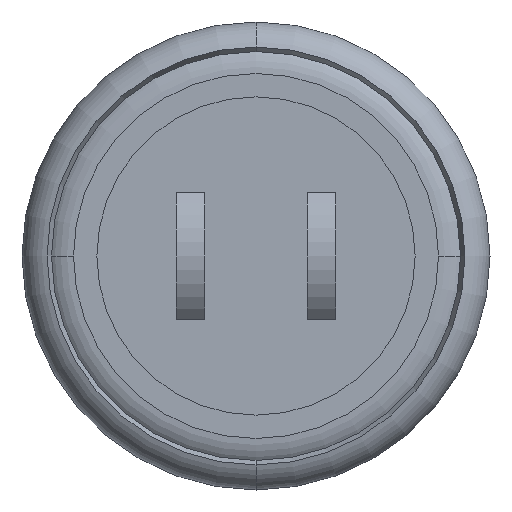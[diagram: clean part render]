
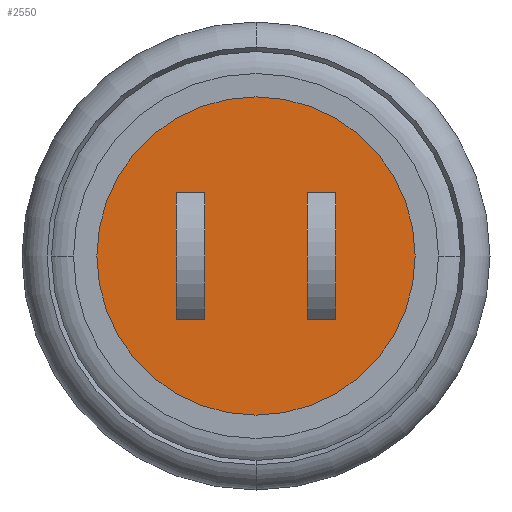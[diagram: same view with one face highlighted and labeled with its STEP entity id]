
A CAD part, front view. The second image highlights one B-rep face of the part: STEP entity #2550.
In plain terms, the highlighted planar face has unit normal (0, -1, 0).
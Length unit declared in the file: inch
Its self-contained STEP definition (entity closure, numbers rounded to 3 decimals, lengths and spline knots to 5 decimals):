
#2153=CARTESIAN_POINT('',(0.,-0.12,0.));
#2154=DIRECTION('',(0.,-1.,0.));
#2155=DIRECTION('',(-1.,0.,0.));
#2156=AXIS2_PLACEMENT_3D('',#2153,#2154,#2155);
#2158=CARTESIAN_POINT('',(0.,-0.12,0.));
#2159=DIRECTION('',(0.,-1.,0.));
#2160=DIRECTION('',(1.,0.,0.));
#2161=AXIS2_PLACEMENT_3D('',#2158,#2159,#2160);
#2163=DIRECTION('',(0.,0.,-1.));
#2164=VECTOR('',#2163,0.068);
#2165=CARTESIAN_POINT('',(0.0275,-0.12,0.034));
#2166=LINE('',#2165,#2164);
#2167=DIRECTION('',(1.,0.,0.));
#2168=VECTOR('',#2167,0.015);
#2169=CARTESIAN_POINT('',(0.0275,-0.12,-0.034));
#2170=LINE('',#2169,#2168);
#2171=DIRECTION('',(0.,0.,1.));
#2172=VECTOR('',#2171,0.068);
#2173=CARTESIAN_POINT('',(0.0425,-0.12,-0.034));
#2174=LINE('',#2173,#2172);
#2175=DIRECTION('',(-1.,0.,0.));
#2176=VECTOR('',#2175,0.015);
#2177=CARTESIAN_POINT('',(0.0425,-0.12,0.034));
#2178=LINE('',#2177,#2176);
#2179=DIRECTION('',(-1.,0.,0.));
#2180=VECTOR('',#2179,0.015);
#2181=CARTESIAN_POINT('',(-0.0275,-0.12,0.034));
#2182=LINE('',#2181,#2180);
#2183=DIRECTION('',(0.,0.,-1.));
#2184=VECTOR('',#2183,0.068);
#2185=CARTESIAN_POINT('',(-0.0425,-0.12,0.034));
#2186=LINE('',#2185,#2184);
#2187=DIRECTION('',(1.,0.,0.));
#2188=VECTOR('',#2187,0.015);
#2189=CARTESIAN_POINT('',(-0.0425,-0.12,-0.034));
#2190=LINE('',#2189,#2188);
#2191=DIRECTION('',(0.,0.,1.));
#2192=VECTOR('',#2191,0.068);
#2193=CARTESIAN_POINT('',(-0.0275,-0.12,-0.034));
#2194=LINE('',#2193,#2192);
#2375=CARTESIAN_POINT('',(-0.085,-0.12,0.));
#2376=CARTESIAN_POINT('',(0.085,-0.12,0.));
#2377=VERTEX_POINT('',#2375);
#2378=VERTEX_POINT('',#2376);
#2383=CARTESIAN_POINT('',(0.0275,-0.12,0.034));
#2384=CARTESIAN_POINT('',(0.0275,-0.12,-0.034));
#2385=VERTEX_POINT('',#2383);
#2386=VERTEX_POINT('',#2384);
#2387=CARTESIAN_POINT('',(0.0425,-0.12,-0.034));
#2388=VERTEX_POINT('',#2387);
#2389=CARTESIAN_POINT('',(0.0425,-0.12,0.034));
#2390=VERTEX_POINT('',#2389);
#2391=CARTESIAN_POINT('',(-0.0275,-0.12,0.034));
#2392=CARTESIAN_POINT('',(-0.0425,-0.12,0.034));
#2393=VERTEX_POINT('',#2391);
#2394=VERTEX_POINT('',#2392);
#2395=CARTESIAN_POINT('',(-0.0425,-0.12,-0.034));
#2396=VERTEX_POINT('',#2395);
#2397=CARTESIAN_POINT('',(-0.0275,-0.12,-0.034));
#2398=VERTEX_POINT('',#2397);
#2521=CARTESIAN_POINT('',(0.,-0.12,0.));
#2522=DIRECTION('',(0.,-1.,0.));
#2523=DIRECTION('',(-1.,0.,0.));
#2524=AXIS2_PLACEMENT_3D('',#2521,#2522,#2523);
#2525=PLANE('',#2524);
#2526=ORIENTED_EDGE('',*,*,#2501,.F.);
#2527=ORIENTED_EDGE('',*,*,#2515,.F.);
#2528=EDGE_LOOP('',(#2526,#2527));
#2529=FACE_OUTER_BOUND('',#2528,.F.);
#2531=ORIENTED_EDGE('',*,*,#2530,.T.);
#2533=ORIENTED_EDGE('',*,*,#2532,.T.);
#2535=ORIENTED_EDGE('',*,*,#2534,.T.);
#2537=ORIENTED_EDGE('',*,*,#2536,.T.);
#2538=EDGE_LOOP('',(#2531,#2533,#2535,#2537));
#2539=FACE_BOUND('',#2538,.F.);
#2541=ORIENTED_EDGE('',*,*,#2540,.T.);
#2543=ORIENTED_EDGE('',*,*,#2542,.T.);
#2545=ORIENTED_EDGE('',*,*,#2544,.T.);
#2547=ORIENTED_EDGE('',*,*,#2546,.T.);
#2548=EDGE_LOOP('',(#2541,#2543,#2545,#2547));
#2549=FACE_BOUND('',#2548,.F.);
#2550=ADVANCED_FACE('',(#2529,#2539,#2549),#2525,.T.);
#2157=CIRCLE('',#2156,0.085);
#2162=CIRCLE('',#2161,0.085);
#2501=EDGE_CURVE('',#2377,#2378,#2157,.T.);
#2515=EDGE_CURVE('',#2378,#2377,#2162,.T.);
#2530=EDGE_CURVE('',#2385,#2386,#2166,.T.);
#2532=EDGE_CURVE('',#2386,#2388,#2170,.T.);
#2534=EDGE_CURVE('',#2388,#2390,#2174,.T.);
#2536=EDGE_CURVE('',#2390,#2385,#2178,.T.);
#2540=EDGE_CURVE('',#2393,#2394,#2182,.T.);
#2542=EDGE_CURVE('',#2394,#2396,#2186,.T.);
#2544=EDGE_CURVE('',#2396,#2398,#2190,.T.);
#2546=EDGE_CURVE('',#2398,#2393,#2194,.T.);
